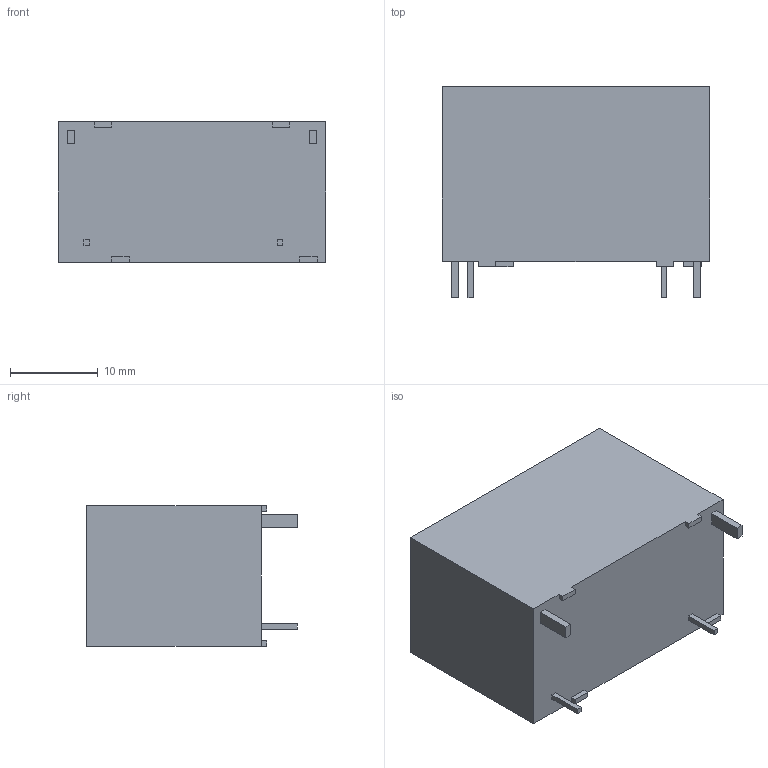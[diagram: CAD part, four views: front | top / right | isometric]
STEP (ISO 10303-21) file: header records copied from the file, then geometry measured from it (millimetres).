
FILE_DESCRIPTION (( 'STEP AP214' ), '1' );
FILE_NAME ('G6QE_1A.step', '2018-07-30T04:26:32', ( 'OSMC1.0 ' ), ( ' ' ), 'SwSTEP 2.0', 'SolidWorks 2002025', '' );
FILE_SCHEMA (( 'AUTOMOTIVE_DESIGN' ));
Length unit declared in the file: millimetre
Products named in the file (1): G6QE_1A
Bounding box: 30.5 x 24 x 16 mm (x, y, z)
Volume: 9718.5 mm3; surface area: 2909.4 mm2
Topology: 1 solids, 1 shells, 63 faces, 156 edges, 104 vertices
Faces by surface type: plane 59, cylinder 2, cone 2
Entity records: 2081 total; most frequent: CARTESIAN_POINT 324, ORIENTED_EDGE 312, DIRECTION 292, EDGE_CURVE 156, LINE 148, VECTOR 148, VERTEX_POINT 104, EDGE_LOOP 72
